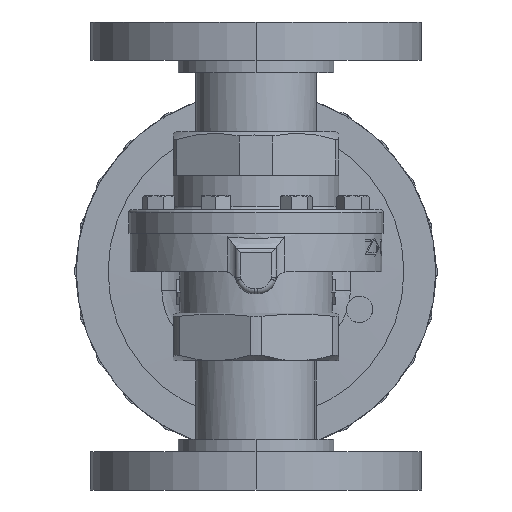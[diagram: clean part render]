
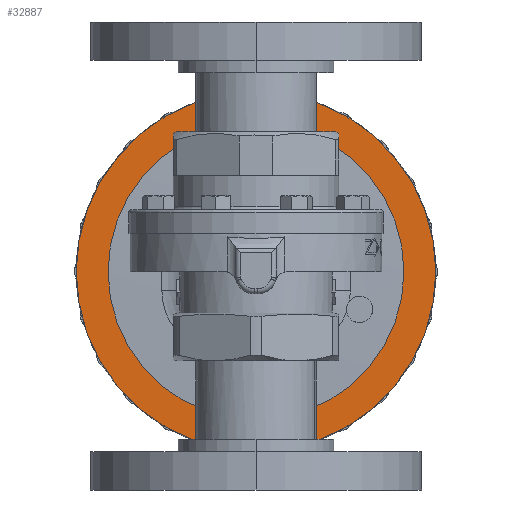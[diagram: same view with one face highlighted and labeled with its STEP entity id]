
A CAD part, front view. The second image highlights one B-rep face of the part: STEP entity #32887.
In plain terms, the highlighted planar face has unit normal (0, -1, 0).
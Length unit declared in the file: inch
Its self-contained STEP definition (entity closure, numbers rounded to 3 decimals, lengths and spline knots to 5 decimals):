
#5 = VERTEX_POINT ( 'NONE', #11621 ) ;
#926 = DIRECTION ( 'NONE',  ( 0., -1., 0. ) ) ;
#1623 = FACE_OUTER_BOUND ( 'NONE', #19355, .T. ) ;
#2112 = CARTESIAN_POINT ( 'NONE',  ( 0., 2.75, 0. ) ) ;
#2485 = ORIENTED_EDGE ( 'NONE', *, *, #31674, .T. ) ;
#2938 = ORIENTED_EDGE ( 'NONE', *, *, #9857, .F. ) ;
#3401 = VERTEX_POINT ( 'NONE', #22638 ) ;
#3402 = FACE_BOUND ( 'NONE', #31515, .T. ) ;
#3883 = CIRCLE ( 'NONE', #17882, 3.53 ) ;
#4936 = DIRECTION ( 'NONE',  ( 0., 0., -1. ) ) ;
#5636 = DIRECTION ( 'NONE',  ( 0., 0., -1. ) ) ;
#6726 = EDGE_CURVE ( 'NONE', #23841, #5, #36133, .T. ) ;
#6788 = CARTESIAN_POINT ( 'NONE',  ( 0., 2.75, 0. ) ) ;
#9636 = DIRECTION ( 'NONE',  ( 0., 0., -1. ) ) ;
#9857 = EDGE_CURVE ( 'NONE', #5, #23841, #27157, .T. ) ;
#10347 = CARTESIAN_POINT ( 'NONE',  ( 0., 2.75, -3.53 ) ) ;
#11591 = CARTESIAN_POINT ( 'NONE',  ( 0., 2.75, 0. ) ) ;
#11621 = CARTESIAN_POINT ( 'NONE',  ( 0., 2.75, -2.905 ) ) ;
#14413 = DIRECTION ( 'NONE',  ( 0., 0., -1. ) ) ;
#16502 = CARTESIAN_POINT ( 'NONE',  ( 0., 2.75, 2.905 ) ) ;
#17770 = CARTESIAN_POINT ( 'NONE',  ( 0., 2.75, 0. ) ) ;
#17882 = AXIS2_PLACEMENT_3D ( 'NONE', #11591, #31304, #14413 ) ;
#19355 = EDGE_LOOP ( 'NONE', ( #2485, #34169 ) ) ;
#19669 = PLANE ( 'NONE',  #33901 ) ;
#19762 = EDGE_CURVE ( 'NONE', #26432, #3401, #20556, .T. ) ;
#19846 = ORIENTED_EDGE ( 'NONE', *, *, #6726, .F. ) ;
#20404 = AXIS2_PLACEMENT_3D ( 'NONE', #6788, #26511, #9636 ) ;
#20556 = CIRCLE ( 'NONE', #20404, 3.53 ) ;
#20585 = DIRECTION ( 'NONE',  ( 0., 0., -1. ) ) ;
#21789 = DIRECTION ( 'NONE',  ( 0., -1., 0. ) ) ;
#22517 = DIRECTION ( 'NONE',  ( 0., -1., 0. ) ) ;
#22638 = CARTESIAN_POINT ( 'NONE',  ( 0., 2.75, 3.53 ) ) ;
#23841 = VERTEX_POINT ( 'NONE', #16502 ) ;
#25118 = CARTESIAN_POINT ( 'NONE',  ( 0., 2.75, -3.625 ) ) ;
#26432 = VERTEX_POINT ( 'NONE', #10347 ) ;
#26511 = DIRECTION ( 'NONE',  ( 0., -1., 0. ) ) ;
#27157 = CIRCLE ( 'NONE', #32553, 2.905 ) ;
#31304 = DIRECTION ( 'NONE',  ( 0., -1., 0. ) ) ;
#31515 = EDGE_LOOP ( 'NONE', ( #19846, #2938 ) ) ;
#31674 = EDGE_CURVE ( 'NONE', #3401, #26432, #3883, .T. ) ;
#31987 = AXIS2_PLACEMENT_3D ( 'NONE', #2112, #21789, #4936 ) ;
#32553 = AXIS2_PLACEMENT_3D ( 'NONE', #17770, #926, #20585 ) ;
#32887 = ADVANCED_FACE ( 'NONE', ( #3402, #1623 ), #19669, .T. ) ;
#33901 = AXIS2_PLACEMENT_3D ( 'NONE', #25118, #22517, #5636 ) ;
#34169 = ORIENTED_EDGE ( 'NONE', *, *, #19762, .T. ) ;
#36133 = CIRCLE ( 'NONE', #31987, 2.905 ) ;
